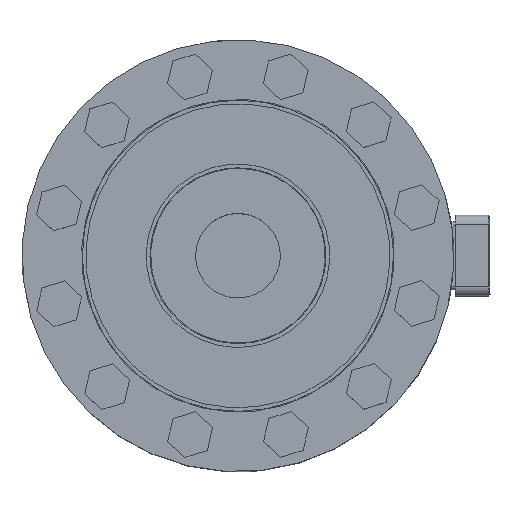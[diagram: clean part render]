
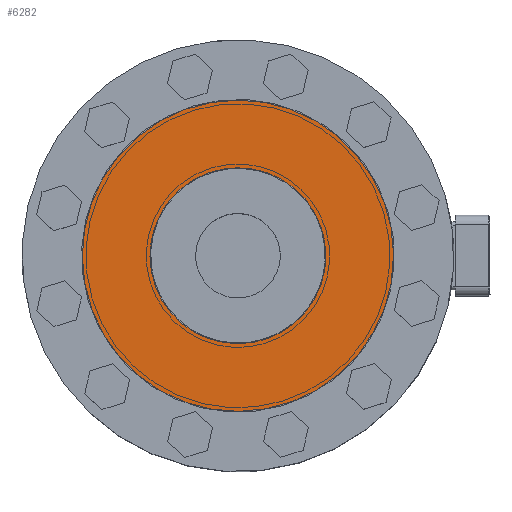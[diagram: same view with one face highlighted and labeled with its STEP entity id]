
A CAD part, top view. The second image highlights one B-rep face of the part: STEP entity #6282.
In plain terms, the highlighted planar face has unit normal (0, 0, 1).
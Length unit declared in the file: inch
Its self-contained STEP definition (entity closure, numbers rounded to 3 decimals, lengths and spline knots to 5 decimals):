
#655=CARTESIAN_POINT('',(0.07969,-1.21589,0.692));
#656=VERTEX_POINT('',#655);
#657=CARTESIAN_POINT('',(0.,0.,0.692));
#658=DIRECTION('',(0.,0.,-1.));
#659=DIRECTION('',(-0.065,0.998,0.));
#660=AXIS2_PLACEMENT_3D('',#657,#658,#659);
#661=CIRCLE('',#660,1.2185);
#662=EDGE_CURVE('',#656,#656,#661,.T.);
#683=CARTESIAN_POINT('',(0.14094,-2.15039,0.692));
#684=VERTEX_POINT('',#683);
#685=CARTESIAN_POINT('',(0.,0.,0.692));
#686=DIRECTION('',(0.,0.,-1.));
#687=DIRECTION('',(-0.065,0.998,0.));
#688=AXIS2_PLACEMENT_3D('',#685,#686,#687);
#689=CIRCLE('',#688,2.155);
#690=EDGE_CURVE('',#684,#684,#689,.T.);
#6271=CARTESIAN_POINT('',(-0.14094,2.15039,0.692));
#6272=DIRECTION('',(0.,0.,1.0));
#6273=DIRECTION('',(1.0,0.0,0.));
#6274=AXIS2_PLACEMENT_3D('',#6271,#6272,#6273);
#6275=PLANE('',#6274);
#6276=ORIENTED_EDGE('',*,*,#690,.F.);
#6277=EDGE_LOOP('',(#6276));
#6278=FACE_OUTER_BOUND('',#6277,.T.);
#6279=ORIENTED_EDGE('',*,*,#662,.T.);
#6280=EDGE_LOOP('',(#6279));
#6281=FACE_BOUND('',#6280,.T.);
#6282=ADVANCED_FACE('',(#6278,#6281),#6275,.T.);
